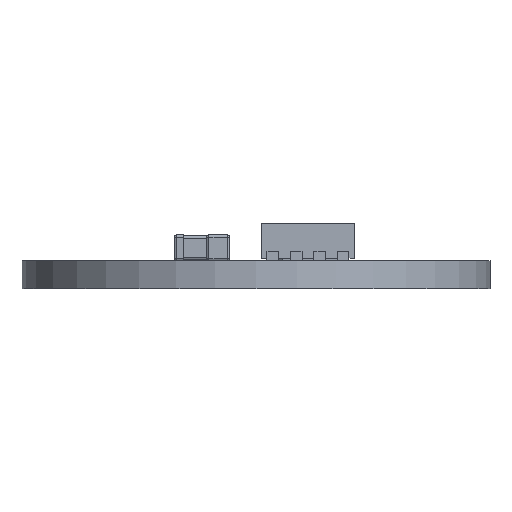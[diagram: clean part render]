
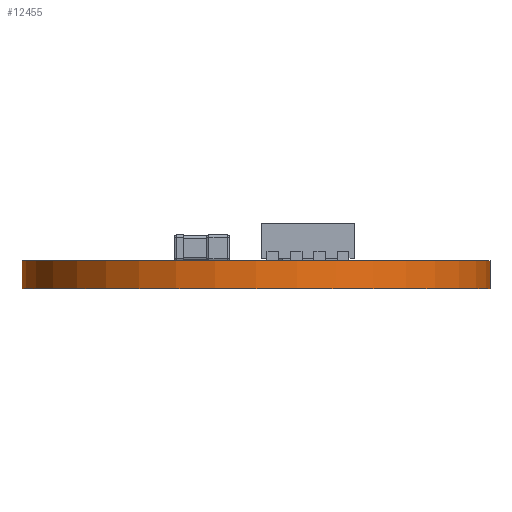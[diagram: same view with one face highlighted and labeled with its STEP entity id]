
A CAD part, front view. The second image highlights one B-rep face of the part: STEP entity #12455.
In plain terms, the highlighted cylindrical face has radius 5 mm (diameter 10 mm), a full revolution.
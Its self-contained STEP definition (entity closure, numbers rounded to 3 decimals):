
#12455 = ADVANCED_FACE('',(#12456),#12469,.T.);
#12456 = FACE_BOUND('',#12457,.T.);
#12457 = EDGE_LOOP('',(#12458,#12492,#12515,#12542));
#12458 = ORIENTED_EDGE('',*,*,#12459,.T.);
#12459 = EDGE_CURVE('',#12460,#12460,#12462,.T.);
#12460 = VERTEX_POINT('',#12461);
#12461 = CARTESIAN_POINT('',(25.,20.,0.));
#12462 = SURFACE_CURVE('',#12463,(#12468,#12480),.PCURVE_S1.);
#12463 = CIRCLE('',#12464,5.);
#12464 = AXIS2_PLACEMENT_3D('',#12465,#12466,#12467);
#12465 = CARTESIAN_POINT('',(20.,20.,0.));
#12466 = DIRECTION('',(0.,0.,1.));
#12467 = DIRECTION('',(1.,0.,-0.));
#12468 = PCURVE('',#12469,#12474);
#12469 = CYLINDRICAL_SURFACE('',#12470,5.);
#12470 = AXIS2_PLACEMENT_3D('',#12471,#12472,#12473);
#12471 = CARTESIAN_POINT('',(20.,20.,0.));
#12472 = DIRECTION('',(-0.,-0.,-1.));
#12473 = DIRECTION('',(1.,0.,0.));
#12474 = DEFINITIONAL_REPRESENTATION('',(#12475),#12479);
#12475 = LINE('',#12476,#12477);
#12476 = CARTESIAN_POINT('',(6.283,0.));
#12477 = VECTOR('',#12478,1.);
#12478 = DIRECTION('',(-1.,0.));
#12479 = ( GEOMETRIC_REPRESENTATION_CONTEXT(2) 
PARAMETRIC_REPRESENTATION_CONTEXT() REPRESENTATION_CONTEXT('2D SPACE',''
  ) );
#12480 = PCURVE('',#12481,#12486);
#12481 = PLANE('',#12482);
#12482 = AXIS2_PLACEMENT_3D('',#12483,#12484,#12485);
#12483 = CARTESIAN_POINT('',(20.,20.,0.));
#12484 = DIRECTION('',(0.,0.,1.));
#12485 = DIRECTION('',(1.,0.,-0.));
#12486 = DEFINITIONAL_REPRESENTATION('',(#12487),#12491);
#12487 = CIRCLE('',#12488,5.);
#12488 = AXIS2_PLACEMENT_2D('',#12489,#12490);
#12489 = CARTESIAN_POINT('',(0.,0.));
#12490 = DIRECTION('',(1.,0.));
#12491 = ( GEOMETRIC_REPRESENTATION_CONTEXT(2) 
PARAMETRIC_REPRESENTATION_CONTEXT() REPRESENTATION_CONTEXT('2D SPACE',''
  ) );
#12492 = ORIENTED_EDGE('',*,*,#12493,.T.);
#12493 = EDGE_CURVE('',#12460,#12494,#12496,.T.);
#12494 = VERTEX_POINT('',#12495);
#12495 = CARTESIAN_POINT('',(25.,20.,0.6));
#12496 = SEAM_CURVE('',#12497,(#12501,#12508),.PCURVE_S1.);
#12497 = LINE('',#12498,#12499);
#12498 = CARTESIAN_POINT('',(25.,20.,0.));
#12499 = VECTOR('',#12500,1.);
#12500 = DIRECTION('',(0.,0.,1.));
#12501 = PCURVE('',#12469,#12502);
#12502 = DEFINITIONAL_REPRESENTATION('',(#12503),#12507);
#12503 = LINE('',#12504,#12505);
#12504 = CARTESIAN_POINT('',(0.,0.));
#12505 = VECTOR('',#12506,1.);
#12506 = DIRECTION('',(-0.,-1.));
#12507 = ( GEOMETRIC_REPRESENTATION_CONTEXT(2) 
PARAMETRIC_REPRESENTATION_CONTEXT() REPRESENTATION_CONTEXT('2D SPACE',''
  ) );
#12508 = PCURVE('',#12469,#12509);
#12509 = DEFINITIONAL_REPRESENTATION('',(#12510),#12514);
#12510 = LINE('',#12511,#12512);
#12511 = CARTESIAN_POINT('',(6.283,0.));
#12512 = VECTOR('',#12513,1.);
#12513 = DIRECTION('',(-0.,-1.));
#12514 = ( GEOMETRIC_REPRESENTATION_CONTEXT(2) 
PARAMETRIC_REPRESENTATION_CONTEXT() REPRESENTATION_CONTEXT('2D SPACE',''
  ) );
#12515 = ORIENTED_EDGE('',*,*,#12516,.F.);
#12516 = EDGE_CURVE('',#12494,#12494,#12517,.T.);
#12517 = SURFACE_CURVE('',#12518,(#12523,#12530),.PCURVE_S1.);
#12518 = CIRCLE('',#12519,5.);
#12519 = AXIS2_PLACEMENT_3D('',#12520,#12521,#12522);
#12520 = CARTESIAN_POINT('',(20.,20.,0.6));
#12521 = DIRECTION('',(0.,0.,1.));
#12522 = DIRECTION('',(1.,0.,-0.));
#12523 = PCURVE('',#12469,#12524);
#12524 = DEFINITIONAL_REPRESENTATION('',(#12525),#12529);
#12525 = LINE('',#12526,#12527);
#12526 = CARTESIAN_POINT('',(6.283,-0.6));
#12527 = VECTOR('',#12528,1.);
#12528 = DIRECTION('',(-1.,0.));
#12529 = ( GEOMETRIC_REPRESENTATION_CONTEXT(2) 
PARAMETRIC_REPRESENTATION_CONTEXT() REPRESENTATION_CONTEXT('2D SPACE',''
  ) );
#12530 = PCURVE('',#12531,#12536);
#12531 = PLANE('',#12532);
#12532 = AXIS2_PLACEMENT_3D('',#12533,#12534,#12535);
#12533 = CARTESIAN_POINT('',(20.,20.,0.6));
#12534 = DIRECTION('',(0.,0.,1.));
#12535 = DIRECTION('',(1.,0.,-0.));
#12536 = DEFINITIONAL_REPRESENTATION('',(#12537),#12541);
#12537 = CIRCLE('',#12538,5.);
#12538 = AXIS2_PLACEMENT_2D('',#12539,#12540);
#12539 = CARTESIAN_POINT('',(0.,0.));
#12540 = DIRECTION('',(1.,0.));
#12541 = ( GEOMETRIC_REPRESENTATION_CONTEXT(2) 
PARAMETRIC_REPRESENTATION_CONTEXT() REPRESENTATION_CONTEXT('2D SPACE',''
  ) );
#12542 = ORIENTED_EDGE('',*,*,#12493,.F.);
